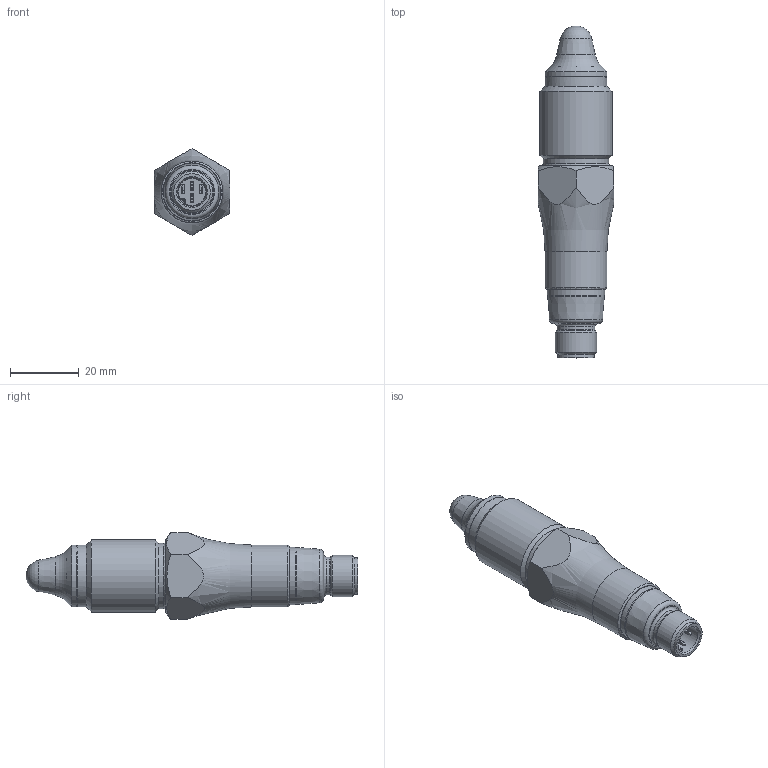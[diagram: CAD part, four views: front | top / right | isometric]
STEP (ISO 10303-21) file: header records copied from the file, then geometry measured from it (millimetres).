
FILE_DESCRIPTION( ( 'Unknown' ), '1' );
FILE_NAME( 'LBFS-x11xxx.step', 'Unknown', ( 'Unknown' ), ( 'Unknown' ), 'PSStep 15.0.49', 'Unknown', ' ' );
FILE_SCHEMA( ( 'AUTOMOTIVE_DESIGN { 1 0 10303 214 1 1 1 1 }' ) );
Length unit declared in the file: millimetre
Products named in the file (1): 11108652
Bounding box: 22 x 96.45 x 25.2 mm (x, y, z)
Volume: 24069 mm3; surface area: 6137.3 mm2
Topology: 1 solids, 1 shells, 178 faces, 459 edges, 289 vertices
Faces by surface type: plane 97, cylinder 49, cone 12, torus 9, sphere 9, bspline 2
Full cylindrical faces by diameter (mm): 10.6 x1, 11 x1, 12 x1, 16.6 x1, 18 x3, 19 x1, 20.955 x1
Entity records: 6878 total; most frequent: CARTESIAN_POINT 1272, DIRECTION 872, ORIENTED_EDGE 824, EDGE_CURVE 412, AXIS2_PLACEMENT_3D 311, VERTEX_POINT 281, LINE 250, VECTOR 250
